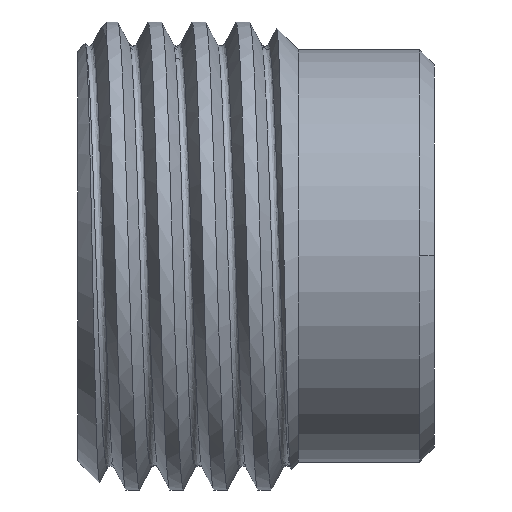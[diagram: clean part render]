
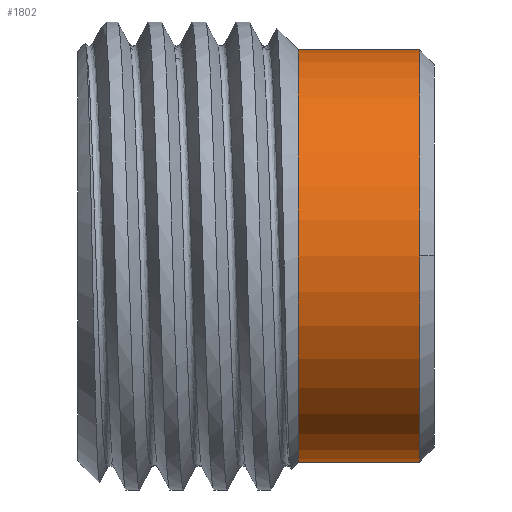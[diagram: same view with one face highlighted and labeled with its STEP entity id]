
A CAD part, front view. The second image highlights one B-rep face of the part: STEP entity #1802.
In plain terms, the highlighted cylindrical face has radius 4.25 mm (diameter 8.5 mm), a partial arc.
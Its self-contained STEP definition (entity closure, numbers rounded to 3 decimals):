
#20 = AXIS2_PLACEMENT_3D ( 'NONE', #1986, #844, #1395 ) ;
#25 = CARTESIAN_POINT ( 'NONE',  ( 4.55, 0., 4.25 ) ) ;
#50 = AXIS2_PLACEMENT_3D ( 'NONE', #2184, #673, #481 ) ;
#61 = VERTEX_POINT ( 'NONE', #2322 ) ;
#116 = DIRECTION ( 'NONE',  ( 1., 0., 0. ) ) ;
#155 = CARTESIAN_POINT ( 'NONE',  ( 0., 0., 4.25 ) ) ;
#247 = ORIENTED_EDGE ( 'NONE', *, *, #1257, .T. ) ;
#420 = EDGE_CURVE ( 'NONE', #61, #1001, #890, .T. ) ;
#448 = VERTEX_POINT ( 'NONE', #25 ) ;
#481 = DIRECTION ( 'NONE',  ( 0., -1., 0. ) ) ;
#528 = DIRECTION ( 'NONE',  ( 1., 0., 0. ) ) ;
#551 = ORIENTED_EDGE ( 'NONE', *, *, #1564, .T. ) ;
#611 = VECTOR ( 'NONE', #528, 1000. ) ;
#673 = DIRECTION ( 'NONE',  ( 1., 0., 0. ) ) ;
#745 = CARTESIAN_POINT ( 'NONE',  ( 7.05, 0., 4.25 ) ) ;
#767 = DIRECTION ( 'NONE',  ( 1., 0., 0. ) ) ;
#826 = CARTESIAN_POINT ( 'NONE',  ( 4.55, 0., -4.25 ) ) ;
#834 = EDGE_LOOP ( 'NONE', ( #2318, #247, #551, #1834, #1965 ) ) ;
#844 = DIRECTION ( 'NONE',  ( 1., 0., 0. ) ) ;
#890 = CIRCLE ( 'NONE', #20, 4.25 ) ;
#923 = VERTEX_POINT ( 'NONE', #826 ) ;
#925 = AXIS2_PLACEMENT_3D ( 'NONE', #1248, #116, #1434 ) ;
#954 = DIRECTION ( 'NONE',  ( 0., 0., -1. ) ) ;
#996 = LINE ( 'NONE', #1666, #1061 ) ;
#1001 = VERTEX_POINT ( 'NONE', #2173 ) ;
#1061 = VECTOR ( 'NONE', #2445, 1000. ) ;
#1127 = EDGE_CURVE ( 'NONE', #1667, #61, #1565, .T. ) ;
#1248 = CARTESIAN_POINT ( 'NONE',  ( 4.55, 0., 0. ) ) ;
#1257 = EDGE_CURVE ( 'NONE', #448, #923, #1274, .T. ) ;
#1274 = CIRCLE ( 'NONE', #925, 4.25 ) ;
#1383 = LINE ( 'NONE', #155, #611 ) ;
#1395 = DIRECTION ( 'NONE',  ( 0., -1., 0. ) ) ;
#1434 = DIRECTION ( 'NONE',  ( 0., 0., -1. ) ) ;
#1564 = EDGE_CURVE ( 'NONE', #923, #1001, #996, .T. ) ;
#1565 = CIRCLE ( 'NONE', #50, 4.25 ) ;
#1666 = CARTESIAN_POINT ( 'NONE',  ( 0., 0., -4.25 ) ) ;
#1667 = VERTEX_POINT ( 'NONE', #745 ) ;
#1721 = CARTESIAN_POINT ( 'NONE',  ( 0., 0., 0. ) ) ;
#1802 = ADVANCED_FACE ( 'NONE', ( #2205 ), #2304, .T. ) ;
#1834 = ORIENTED_EDGE ( 'NONE', *, *, #420, .F. ) ;
#1906 = AXIS2_PLACEMENT_3D ( 'NONE', #1721, #767, #954 ) ;
#1965 = ORIENTED_EDGE ( 'NONE', *, *, #1127, .F. ) ;
#1986 = CARTESIAN_POINT ( 'NONE',  ( 7.05, 0., 0. ) ) ;
#2173 = CARTESIAN_POINT ( 'NONE',  ( 7.05, 0., -4.25 ) ) ;
#2184 = CARTESIAN_POINT ( 'NONE',  ( 7.05, 0., 0. ) ) ;
#2204 = EDGE_CURVE ( 'NONE', #448, #1667, #1383, .T. ) ;
#2205 = FACE_OUTER_BOUND ( 'NONE', #834, .T. ) ;
#2304 = CYLINDRICAL_SURFACE ( 'NONE', #1906, 4.25 ) ;
#2318 = ORIENTED_EDGE ( 'NONE', *, *, #2204, .F. ) ;
#2322 = CARTESIAN_POINT ( 'NONE',  ( 7.05, -4.25, 0. ) ) ;
#2445 = DIRECTION ( 'NONE',  ( 1., 0., 0. ) ) ;
